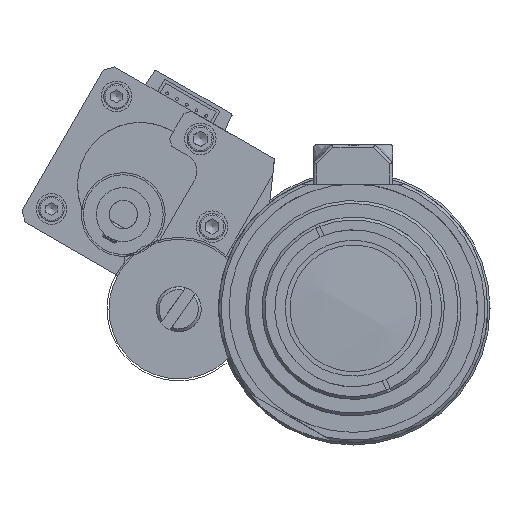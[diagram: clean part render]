
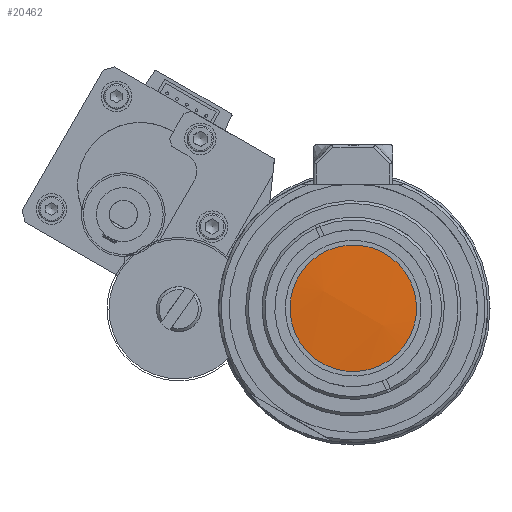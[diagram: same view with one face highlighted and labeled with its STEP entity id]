
A CAD part, left-side view. The second image highlights one B-rep face of the part: STEP entity #20462.
In plain terms, the highlighted spherical face has radius 136.94 mm.
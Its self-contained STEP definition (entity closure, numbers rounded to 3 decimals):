
#39=SPHERICAL_SURFACE('',#22348,136.94);
#4953=CIRCLE('',#22349,12.);
#6686=FACE_OUTER_BOUND('',#8453,.T.);
#8453=EDGE_LOOP('',(#16184));
#10502=VERTEX_POINT('',#36848);
#12616=EDGE_CURVE('',#10502,#10502,#4953,.T.);
#16184=ORIENTED_EDGE('',*,*,#12616,.F.);
#20462=ADVANCED_FACE('',(#6686),#39,.T.);
#22348=AXIS2_PLACEMENT_3D('',#36847,#25911,#25912);
#22349=AXIS2_PLACEMENT_3D('',#36849,#25913,#25914);
#25911=DIRECTION('center_axis',(0.,0.,1.));
#25912=DIRECTION('ref_axis',(1.,0.,0.));
#25913=DIRECTION('center_axis',(1.,0.,0.));
#25914=DIRECTION('ref_axis',(0.,1.,0.));
#36847=CARTESIAN_POINT('Origin',(133.94,0.,0.));
#36848=CARTESIAN_POINT('',(-2.473,12.,0.));
#36849=CARTESIAN_POINT('Origin',(-2.473,0.,
0.));
